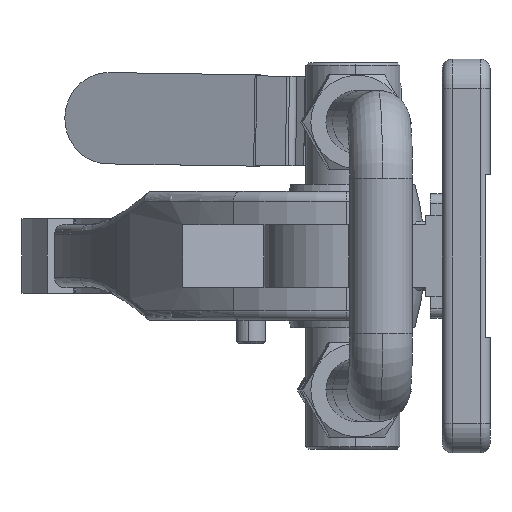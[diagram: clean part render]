
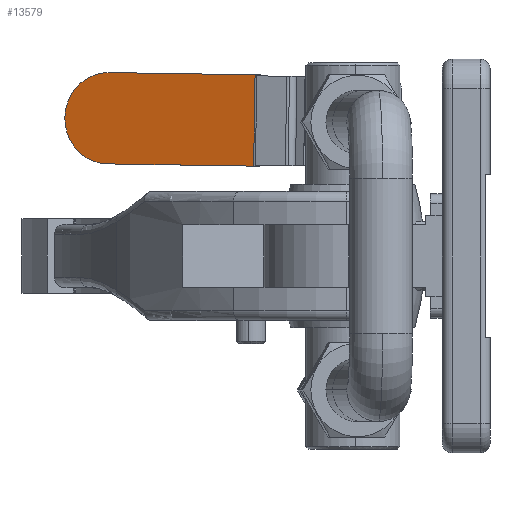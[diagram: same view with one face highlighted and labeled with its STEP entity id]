
A CAD part, left-side view. The second image highlights one B-rep face of the part: STEP entity #13579.
In plain terms, the highlighted planar face has unit normal (-0.955, 0.296, 0.005).
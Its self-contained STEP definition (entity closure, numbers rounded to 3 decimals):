
#421 = FACE_OUTER_BOUND ( 'NONE', #7586, .T. ) ;
#1538 = DIRECTION ( 'NONE',  ( -0.955, 0.296, 0.005 ) ) ;
#1834 = VECTOR ( 'NONE', #6963, 1000. ) ;
#2300 = EDGE_CURVE ( 'NONE', #14755, #20271, #9386, .T. ) ;
#3131 = CARTESIAN_POINT ( 'NONE',  ( 53.384, 47.346, 36.513 ) ) ;
#3136 = VERTEX_POINT ( 'NONE', #13223 ) ;
#3183 = EDGE_CURVE ( 'NONE', #20271, #8752, #18155, .T. ) ;
#4122 = VECTOR ( 'NONE', #7911, 1000. ) ;
#4630 = VECTOR ( 'NONE', #19910, 1000. ) ;
#5200 = ORIENTED_EDGE ( 'NONE', *, *, #13757, .T. ) ;
#5307 = CARTESIAN_POINT ( 'NONE',  ( 62.509, 76.901, 27.764 ) ) ;
#6866 = CARTESIAN_POINT ( 'NONE',  ( 53.37, 47.632, 18.115 ) ) ;
#6907 = DIRECTION ( 'NONE',  ( -0.296, -0.955, 0. ) ) ;
#6963 = DIRECTION ( 'NONE',  ( 0.296, 0.955, 0.015 ) ) ;
#7033 = CARTESIAN_POINT ( 'NONE',  ( 53.384, 47.346, 36.513 ) ) ;
#7120 = EDGE_CURVE ( 'NONE', #3136, #14755, #8360, .T. ) ;
#7586 = EDGE_LOOP ( 'NONE', ( #5200, #19511, #14574, #8356 ) ) ;
#7911 = DIRECTION ( 'NONE',  ( -0.296, -0.955, -0.015 ) ) ;
#8356 = ORIENTED_EDGE ( 'NONE', *, *, #3183, .T. ) ;
#8360 = LINE ( 'NONE', #20383, #4122 ) ;
#8752 = VERTEX_POINT ( 'NONE', #15450 ) ;
#9386 = LINE ( 'NONE', #13658, #4630 ) ;
#11096 = CARTESIAN_POINT ( 'NONE',  ( 62.509, 76.901, 27.764 ) ) ;
#12387 = CIRCLE ( 'NONE', #14887, 9.2 ) ;
#12629 = PLANE ( 'NONE',  #18424 ) ;
#12689 = DIRECTION ( 'NONE',  ( -0.296, -0.955, 0. ) ) ;
#13223 = CARTESIAN_POINT ( 'NONE',  ( 62.502, 77.043, 18.565 ) ) ;
#13579 = ADVANCED_FACE ( 'NONE', ( #421 ), #12629, .T. ) ;
#13658 = CARTESIAN_POINT ( 'NONE',  ( 53.37, 47.632, 18.115 ) ) ;
#13757 = EDGE_CURVE ( 'NONE', #8752, #3136, #12387, .T. ) ;
#14574 = ORIENTED_EDGE ( 'NONE', *, *, #2300, .T. ) ;
#14755 = VERTEX_POINT ( 'NONE', #6866 ) ;
#14887 = AXIS2_PLACEMENT_3D ( 'NONE', #5307, #16330, #6907 ) ;
#15450 = CARTESIAN_POINT ( 'NONE',  ( 62.516, 76.758, 36.963 ) ) ;
#16330 = DIRECTION ( 'NONE',  ( -0.955, 0.296, 0.005 ) ) ;
#18155 = LINE ( 'NONE', #7033, #1834 ) ;
#18424 = AXIS2_PLACEMENT_3D ( 'NONE', #11096, #1538, #12689 ) ;
#19511 = ORIENTED_EDGE ( 'NONE', *, *, #7120, .T. ) ;
#19910 = DIRECTION ( 'NONE',  ( 0.001, -0.016, 1. ) ) ;
#20271 = VERTEX_POINT ( 'NONE', #3131 ) ;
#20383 = CARTESIAN_POINT ( 'NONE',  ( 62.502, 77.043, 18.565 ) ) ;
